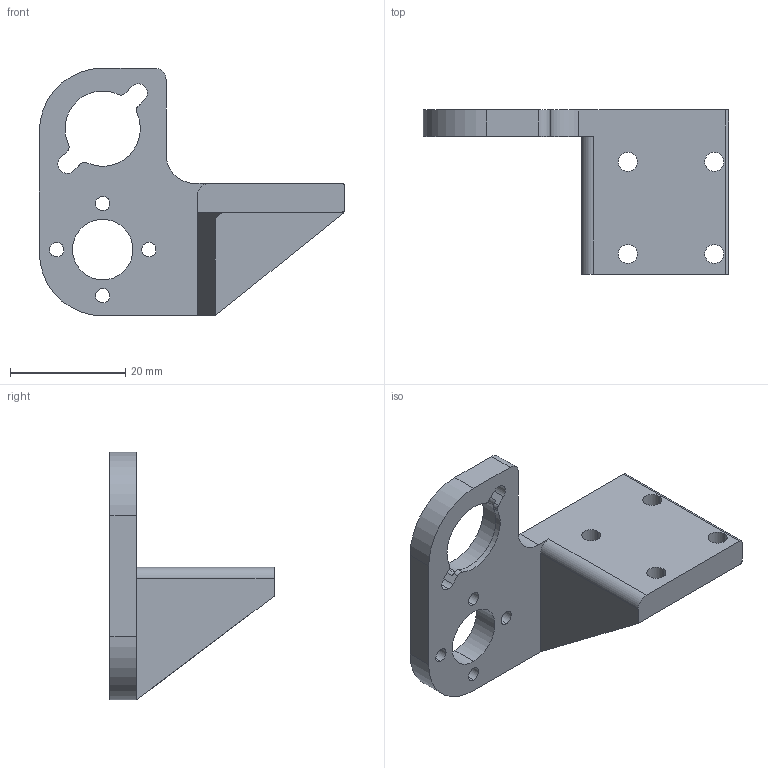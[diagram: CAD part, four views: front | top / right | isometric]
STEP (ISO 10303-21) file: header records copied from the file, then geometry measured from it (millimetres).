
FILE_DESCRIPTION (( 'STEP AP203' ), '1' );
FILE_NAME ('TT_Z_衵.STEP', '2023-09-04T05:13:18', ( 'Leo' ), ( '' ), 'SwSTEP 2.0', 'SolidWorks 2018', '' );
FILE_SCHEMA (( 'CONFIG_CONTROL_DESIGN' ));
Length unit declared in the file: millimetre
Products named in the file (1): TT_Z_ﾓﾒ
Bounding box: 53 x 28.5 x 43 mm (x, y, z)
Volume: 8724.5 mm3; surface area: 5548.5 mm2
Topology: 1 solids, 1 shells, 68 faces, 196 edges, 130 vertices
Faces by surface type: cylinder 47, plane 21
Entity records: 2394 total; most frequent: DIRECTION 425, CARTESIAN_POINT 401, ORIENTED_EDGE 392, EDGE_CURVE 196, AXIS2_PLACEMENT_3D 162, VERTEX_POINT 130, VECTOR 101, LINE 101
